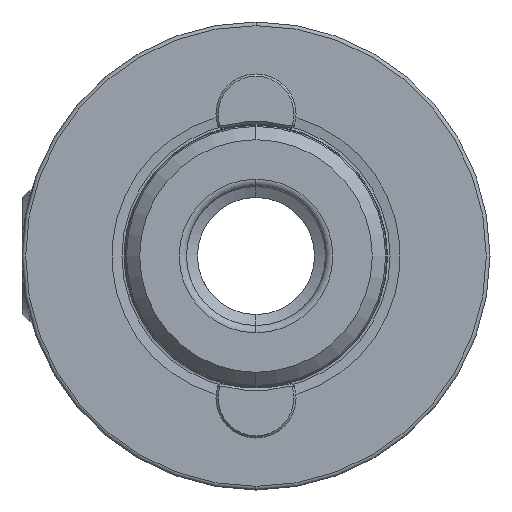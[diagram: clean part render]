
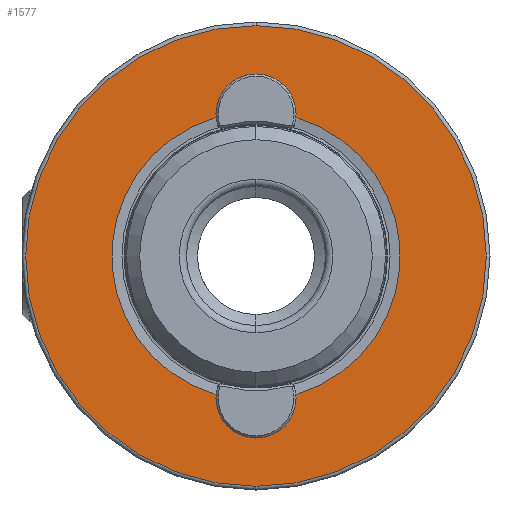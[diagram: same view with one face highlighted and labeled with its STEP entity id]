
A CAD part, left-side view. The second image highlights one B-rep face of the part: STEP entity #1577.
In plain terms, the highlighted planar face has unit normal (-1, 0, 0).
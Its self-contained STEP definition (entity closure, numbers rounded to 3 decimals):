
#1 = DIRECTION ( 'NONE',  ( 0., 0., 1. ) ) ;
#41 = CARTESIAN_POINT ( 'NONE',  ( 0., 0., 31.5 ) ) ;
#160 = ORIENTED_EDGE ( 'NONE', *, *, #3471, .F. ) ;
#205 = DIRECTION ( 'NONE',  ( 0., 0., 1. ) ) ;
#305 = AXIS2_PLACEMENT_3D ( 'NONE', #4695, #2257, #4038 ) ;
#313 = ORIENTED_EDGE ( 'NONE', *, *, #3149, .F. ) ;
#373 = PLANE ( 'NONE',  #2666 ) ;
#423 = VERTEX_POINT ( 'NONE', #3918 ) ;
#427 = CARTESIAN_POINT ( 'NONE',  ( 0., 0., -21.5 ) ) ;
#459 = AXIS2_PLACEMENT_3D ( 'NONE', #4351, #2299, #3579 ) ;
#534 = CARTESIAN_POINT ( 'NONE',  ( 0., 0., -21.5 ) ) ;
#587 = DIRECTION ( 'NONE',  ( 1., 0., 0. ) ) ;
#611 = EDGE_CURVE ( 'NONE', #2587, #423, #2013, .T. ) ;
#680 = AXIS2_PLACEMENT_3D ( 'NONE', #1556, #4181, #1032 ) ;
#683 = VERTEX_POINT ( 'NONE', #41 ) ;
#845 = AXIS2_PLACEMENT_3D ( 'NONE', #2298, #4105, #3785 ) ;
#905 = CIRCLE ( 'NONE', #2582, 19.715 ) ;
#947 = AXIS2_PLACEMENT_3D ( 'NONE', #427, #4802, #980 ) ;
#980 = DIRECTION ( 'NONE',  ( 0., 0., 1. ) ) ;
#1005 = CARTESIAN_POINT ( 'NONE',  ( 0., 0., 0. ) ) ;
#1032 = DIRECTION ( 'NONE',  ( 0., 0., 1. ) ) ;
#1035 = VERTEX_POINT ( 'NONE', #4168 ) ;
#1291 = EDGE_CURVE ( 'NONE', #683, #3904, #3126, .T. ) ;
#1357 = VERTEX_POINT ( 'NONE', #2139 ) ;
#1528 = DIRECTION ( 'NONE',  ( 0., 0., 1. ) ) ;
#1554 = ORIENTED_EDGE ( 'NONE', *, *, #1291, .T. ) ;
#1556 = CARTESIAN_POINT ( 'NONE',  ( 0., 0., 21.5 ) ) ;
#1564 = AXIS2_PLACEMENT_3D ( 'NONE', #534, #3861, #1528 ) ;
#1577 = ADVANCED_FACE ( 'NONE', ( #2575, #3591 ), #373, .F. ) ;
#1784 = EDGE_CURVE ( 'NONE', #3448, #1035, #3355, .T. ) ;
#1883 = EDGE_LOOP ( 'NONE', ( #3928, #313, #2417, #160, #2168, #2295 ) ) ;
#2013 = CIRCLE ( 'NONE', #680, 3. ) ;
#2093 = DIRECTION ( 'NONE',  ( 0., 0., -1. ) ) ;
#2139 = CARTESIAN_POINT ( 'NONE',  ( 0., 2.305, -19.58 ) ) ;
#2168 = ORIENTED_EDGE ( 'NONE', *, *, #1784, .F. ) ;
#2200 = DIRECTION ( 'NONE',  ( -1., 0., 0. ) ) ;
#2216 = CARTESIAN_POINT ( 'NONE',  ( 0., 0., 0. ) ) ;
#2257 = DIRECTION ( 'NONE',  ( -1., 0., 0. ) ) ;
#2295 = ORIENTED_EDGE ( 'NONE', *, *, #3794, .F. ) ;
#2298 = CARTESIAN_POINT ( 'NONE',  ( 0., 0., 0. ) ) ;
#2299 = DIRECTION ( 'NONE',  ( -1., 0., 0. ) ) ;
#2417 = ORIENTED_EDGE ( 'NONE', *, *, #611, .F. ) ;
#2575 = FACE_BOUND ( 'NONE', #1883, .T. ) ;
#2582 = AXIS2_PLACEMENT_3D ( 'NONE', #2216, #2200, #1 ) ;
#2587 = VERTEX_POINT ( 'NONE', #3987 ) ;
#2653 = DIRECTION ( 'NONE',  ( -1., 0., 0. ) ) ;
#2666 = AXIS2_PLACEMENT_3D ( 'NONE', #2676, #587, #2093 ) ;
#2676 = CARTESIAN_POINT ( 'NONE',  ( 0., 0., -19.715 ) ) ;
#2743 = EDGE_CURVE ( 'NONE', #3904, #683, #4674, .T. ) ;
#2815 = CIRCLE ( 'NONE', #459, 3. ) ;
#2834 = CARTESIAN_POINT ( 'NONE',  ( 0., 2.305, 19.58 ) ) ;
#3126 = CIRCLE ( 'NONE', #305, 31.5 ) ;
#3149 = EDGE_CURVE ( 'NONE', #423, #4645, #2815, .T. ) ;
#3355 = CIRCLE ( 'NONE', #1564, 3. ) ;
#3379 = EDGE_CURVE ( 'NONE', #4645, #1357, #905, .T. ) ;
#3380 = ORIENTED_EDGE ( 'NONE', *, *, #2743, .T. ) ;
#3448 = VERTEX_POINT ( 'NONE', #3514 ) ;
#3471 = EDGE_CURVE ( 'NONE', #1035, #2587, #4278, .T. ) ;
#3514 = CARTESIAN_POINT ( 'NONE',  ( 0., 0., -24.5 ) ) ;
#3579 = DIRECTION ( 'NONE',  ( 0., 0., 1. ) ) ;
#3591 = FACE_OUTER_BOUND ( 'NONE', #4561, .T. ) ;
#3682 = CARTESIAN_POINT ( 'NONE',  ( 0., 0., -31.5 ) ) ;
#3785 = DIRECTION ( 'NONE',  ( 0., 0., 1. ) ) ;
#3794 = EDGE_CURVE ( 'NONE', #1357, #3448, #4664, .T. ) ;
#3861 = DIRECTION ( 'NONE',  ( -1., 0., 0. ) ) ;
#3904 = VERTEX_POINT ( 'NONE', #3682 ) ;
#3918 = CARTESIAN_POINT ( 'NONE',  ( 0., 0., 24.5 ) ) ;
#3928 = ORIENTED_EDGE ( 'NONE', *, *, #3379, .F. ) ;
#3938 = AXIS2_PLACEMENT_3D ( 'NONE', #1005, #2653, #205 ) ;
#3987 = CARTESIAN_POINT ( 'NONE',  ( 0., -2.305, 19.58 ) ) ;
#4038 = DIRECTION ( 'NONE',  ( 0., 0., 1. ) ) ;
#4105 = DIRECTION ( 'NONE',  ( -1., 0., 0. ) ) ;
#4168 = CARTESIAN_POINT ( 'NONE',  ( 0., -2.305, -19.58 ) ) ;
#4181 = DIRECTION ( 'NONE',  ( -1., 0., 0. ) ) ;
#4278 = CIRCLE ( 'NONE', #3938, 19.715 ) ;
#4351 = CARTESIAN_POINT ( 'NONE',  ( 0., 0., 21.5 ) ) ;
#4561 = EDGE_LOOP ( 'NONE', ( #1554, #3380 ) ) ;
#4645 = VERTEX_POINT ( 'NONE', #2834 ) ;
#4664 = CIRCLE ( 'NONE', #947, 3. ) ;
#4674 = CIRCLE ( 'NONE', #845, 31.5 ) ;
#4695 = CARTESIAN_POINT ( 'NONE',  ( 0., 0., 0. ) ) ;
#4802 = DIRECTION ( 'NONE',  ( -1., 0., 0. ) ) ;
